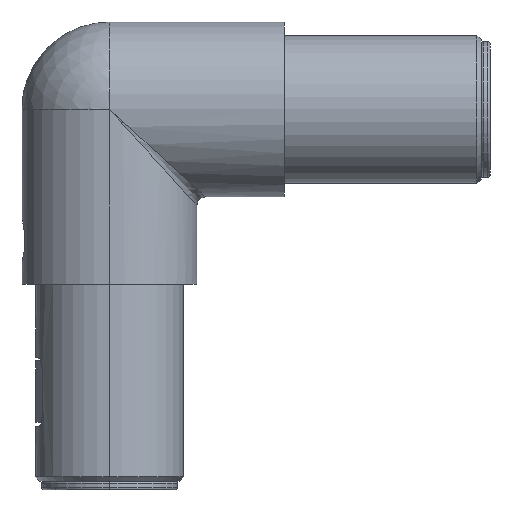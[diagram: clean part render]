
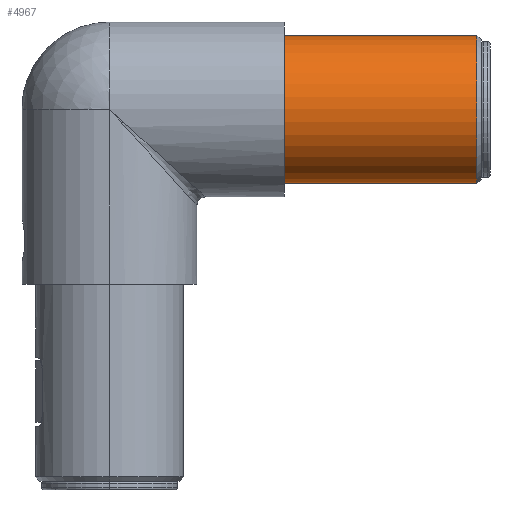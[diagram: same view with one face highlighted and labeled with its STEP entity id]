
A CAD part, left-side view. The second image highlights one B-rep face of the part: STEP entity #4967.
In plain terms, the highlighted cylindrical face has radius 16.9 mm (diameter 33.8 mm), a partial arc.
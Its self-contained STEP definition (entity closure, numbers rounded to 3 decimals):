
#126 = CARTESIAN_POINT ( 'NONE',  ( -40., -40., 0. ) ) ;
#127 = DIRECTION ( 'NONE',  ( 0., 0., -1. ) ) ;
#128 = DIRECTION ( 'NONE',  ( 0., 1., 0. ) ) ;
#129 = CARTESIAN_POINT ( 'NONE',  ( -40., -84., 0. ) ) ;
#1176 = DIRECTION ( 'NONE',  ( 0., 0., -1. ) ) ;
#1188 = DIRECTION ( 'NONE',  ( 0., -1., 0. ) ) ;
#1278 = EDGE_CURVE ( 'NONE', #12600, #12487, #12011, .T. ) ;
#1279 = EDGE_CURVE ( 'NONE', #12476, #12459, #12009, .T. ) ;
#2328 = CARTESIAN_POINT ( 'NONE',  ( -40., -40., -16.9 ) ) ;
#2341 = CARTESIAN_POINT ( 'NONE',  ( -40., -40., 16.9 ) ) ;
#2352 = CARTESIAN_POINT ( 'NONE',  ( -40., -84., 16.9 ) ) ;
#2465 = CARTESIAN_POINT ( 'NONE',  ( -40., -84., -16.9 ) ) ;
#4967 = ADVANCED_FACE ( 'NONE', ( #10448 ), #10452, .T. ) ;
#6350 = DIRECTION ( 'NONE',  ( 0., 0., 1. ) ) ;
#6357 = DIRECTION ( 'NONE',  ( 0., 1., 0. ) ) ;
#6359 = CARTESIAN_POINT ( 'NONE',  ( -40., -85., 0. ) ) ;
#6627 = LINE ( 'NONE', #8784, #6628 ) ;
#6628 = VECTOR ( 'NONE', #8768, 1000. ) ;
#6631 = LINE ( 'NONE', #8806, #6636 ) ;
#6636 = VECTOR ( 'NONE', #8807, 1000. ) ;
#7402 = AXIS2_PLACEMENT_3D ( 'NONE', #6359, #6357, #6350 ) ;
#7545 = EDGE_LOOP ( 'NONE', ( #13098, #13097, #13096, #13095 ) ) ;
#7640 = AXIS2_PLACEMENT_3D ( 'NONE', #126, #1188, #1176 ) ;
#7641 = AXIS2_PLACEMENT_3D ( 'NONE', #129, #128, #127 ) ;
#8768 = DIRECTION ( 'NONE',  ( 0., 1., 0. ) ) ;
#8784 = CARTESIAN_POINT ( 'NONE',  ( -40., -85., -16.9 ) ) ;
#8806 = CARTESIAN_POINT ( 'NONE',  ( -40., -85., 16.9 ) ) ;
#8807 = DIRECTION ( 'NONE',  ( 0., 1., 0. ) ) ;
#10448 = FACE_OUTER_BOUND ( 'NONE', #7545, .T. ) ;
#10452 = CYLINDRICAL_SURFACE ( 'NONE', #7402, 16.9 ) ;
#12009 = CIRCLE ( 'NONE', #7640, 16.9 ) ;
#12011 = CIRCLE ( 'NONE', #7641, 16.9 ) ;
#12173 = EDGE_CURVE ( 'NONE', #12600, #12459, #6627, .T. ) ;
#12179 = EDGE_CURVE ( 'NONE', #12487, #12476, #6631, .T. ) ;
#12459 = VERTEX_POINT ( 'NONE', #2328 ) ;
#12476 = VERTEX_POINT ( 'NONE', #2341 ) ;
#12487 = VERTEX_POINT ( 'NONE', #2352 ) ;
#12600 = VERTEX_POINT ( 'NONE', #2465 ) ;
#13095 = ORIENTED_EDGE ( 'NONE', *, *, #1279, .T. ) ;
#13096 = ORIENTED_EDGE ( 'NONE', *, *, #12179, .T. ) ;
#13097 = ORIENTED_EDGE ( 'NONE', *, *, #1278, .T. ) ;
#13098 = ORIENTED_EDGE ( 'NONE', *, *, #12173, .F. ) ;
